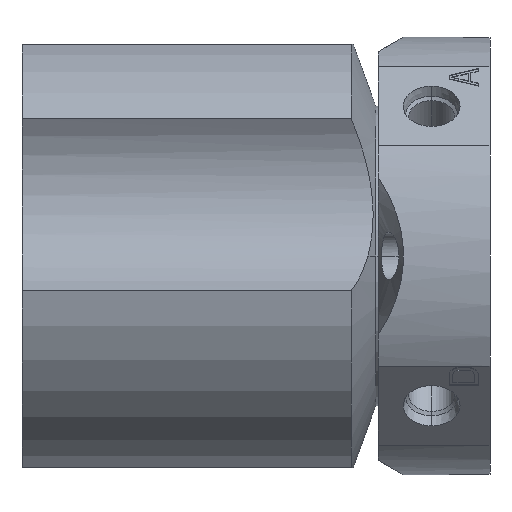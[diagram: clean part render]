
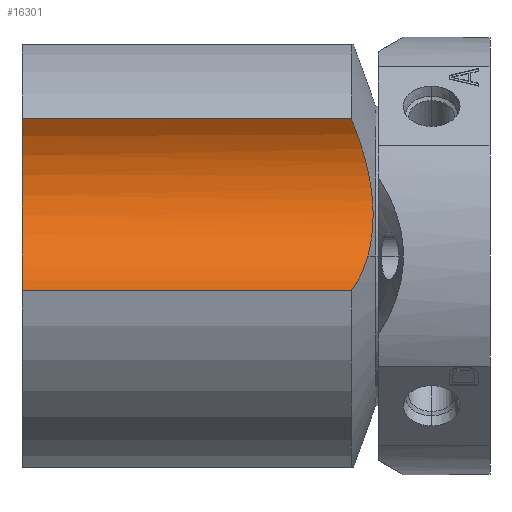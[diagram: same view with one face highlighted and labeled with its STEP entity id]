
A CAD part, left-side view. The second image highlights one B-rep face of the part: STEP entity #16301.
In plain terms, the highlighted cylindrical face has radius 25.4 mm (diameter 50.8 mm), a partial arc.
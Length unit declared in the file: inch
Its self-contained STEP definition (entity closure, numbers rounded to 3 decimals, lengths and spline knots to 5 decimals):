
#4174=CARTESIAN_POINT('',(-1.83612,0.233,-0.2971));
#4175=CARTESIAN_POINT('',(-1.7866,0.21383,
-0.27365));
#4176=CARTESIAN_POINT('',(-1.6927,0.17702,
-0.21928));
#4177=CARTESIAN_POINT('',(-1.56847,0.12802,
-0.11745));
#4178=CARTESIAN_POINT('',(-1.49996,0.10185,
-0.04034));
#4179=CARTESIAN_POINT('',(-1.46918,0.09064,0.));
#4194=CARTESIAN_POINT('',(-1.44157,0.233,1.17536));
#4195=CARTESIAN_POINT('',(-1.41119,0.21431,
1.13141));
#4196=CARTESIAN_POINT('',(-1.36089,0.18001,
1.04352));
#4197=CARTESIAN_POINT('',(-1.31187,0.13898,
0.92029));
#4198=CARTESIAN_POINT('',(-1.2819,0.10666,
0.80543));
#4199=CARTESIAN_POINT('',(-1.26625,0.08157,
0.69657));
#4200=CARTESIAN_POINT('',(-1.26241,0.06273,
0.59045));
#4201=CARTESIAN_POINT('',(-1.26965,0.05012,
0.48531));
#4202=CARTESIAN_POINT('',(-1.28801,0.04422,
0.38097));
#4203=CARTESIAN_POINT('',(-1.3174,0.04548,
0.27889));
#4204=CARTESIAN_POINT('',(-1.3572,0.05378,
0.18104));
#4205=CARTESIAN_POINT('',(-1.40689,0.06857,
0.08811));
#4206=CARTESIAN_POINT('',(-1.44726,0.08265,
0.02872));
#4207=CARTESIAN_POINT('',(-1.46918,0.09064,0.));
#4209=CARTESIAN_POINT('',(-2.26413,3.052,0.60667));
#4210=DIRECTION('',(0.,-1.,0.));
#4211=DIRECTION('',(0.428,0.,-0.904));
#4212=AXIS2_PLACEMENT_3D('',#4209,#4210,#4211);
#4226=DIRECTION('',(0.,-1.,0.));
#4227=VECTOR('',#4226,2.819);
#4228=CARTESIAN_POINT('',(-1.44157,3.052,1.17536));
#4229=LINE('',#4228,#4227);
#4240=DIRECTION('',(0.,-1.,0.));
#4241=VECTOR('',#4240,2.819);
#4242=CARTESIAN_POINT('',(-1.83612,3.052,-0.2971));
#4243=LINE('',#4242,#4241);
#8398=CARTESIAN_POINT('',(-1.44157,3.052,1.17536));
#8399=CARTESIAN_POINT('',(-1.44157,0.233,1.17536));
#8400=VERTEX_POINT('',#8398);
#8401=VERTEX_POINT('',#8399);
#8402=CARTESIAN_POINT('',(-1.83612,3.052,-0.2971));
#8403=CARTESIAN_POINT('',(-1.83612,0.233,-0.2971));
#8404=VERTEX_POINT('',#8402);
#8405=VERTEX_POINT('',#8403);
#8603=VERTEX_POINT('',#4179);
#16285=CARTESIAN_POINT('',(-2.26413,0.,0.60667));
#16286=DIRECTION('',(0.,-1.,0.));
#16287=DIRECTION('',(1.,0.,0.));
#16288=AXIS2_PLACEMENT_3D('',#16285,#16286,#16287);
#16289=CYLINDRICAL_SURFACE('',#16288,1.);
#16291=ORIENTED_EDGE('',*,*,#16290,.T.);
#16292=ORIENTED_EDGE('',*,*,#16267,.F.);
#16294=ORIENTED_EDGE('',*,*,#16293,.F.);
#16296=ORIENTED_EDGE('',*,*,#16295,.T.);
#16298=ORIENTED_EDGE('',*,*,#16297,.T.);
#16299=EDGE_LOOP('',(#16291,#16292,#16294,#16296,#16298));
#16300=FACE_OUTER_BOUND('',#16299,.F.);
#4180=B_SPLINE_CURVE_WITH_KNOTS('',3,(#4174,#4175,#4176,#4177,#4178,#4179),
.UNSPECIFIED.,.F.,.F.,(4,1,1,4),(0.,0.33333,0.66667,1.),
.UNSPECIFIED.);
#4208=B_SPLINE_CURVE_WITH_KNOTS('',3,(#4194,#4195,#4196,#4197,#4198,#4199,#4200,
#4201,#4202,#4203,#4204,#4205,#4206,#4207),.UNSPECIFIED.,.F.,.F.,(4,1,1,1,1,1,1,
1,1,1,1,4),(0.,0.09091,0.18182,0.27273,
0.36364,0.45455,0.54545,0.63636,
0.72727,0.81818,0.90909,1.),.UNSPECIFIED.);
#4213=CIRCLE('',#4212,1.);
#16267=EDGE_CURVE('',#8405,#8603,#4180,.T.);
#16290=EDGE_CURVE('',#8401,#8603,#4208,.T.);
#16293=EDGE_CURVE('',#8404,#8405,#4243,.T.);
#16295=EDGE_CURVE('',#8404,#8400,#4213,.T.);
#16297=EDGE_CURVE('',#8400,#8401,#4229,.T.);
#16301=ADVANCED_FACE('',(#16300),#16289,.F.);
